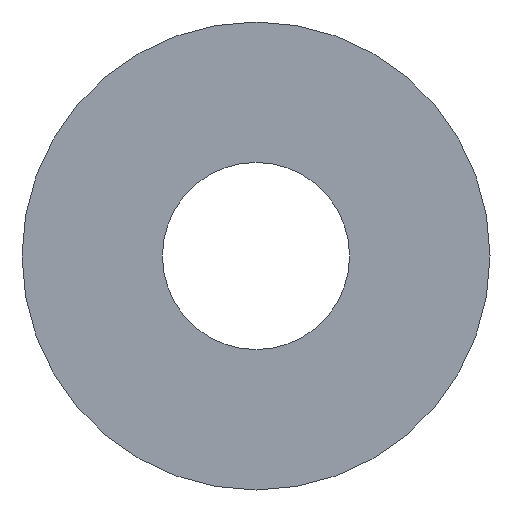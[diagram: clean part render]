
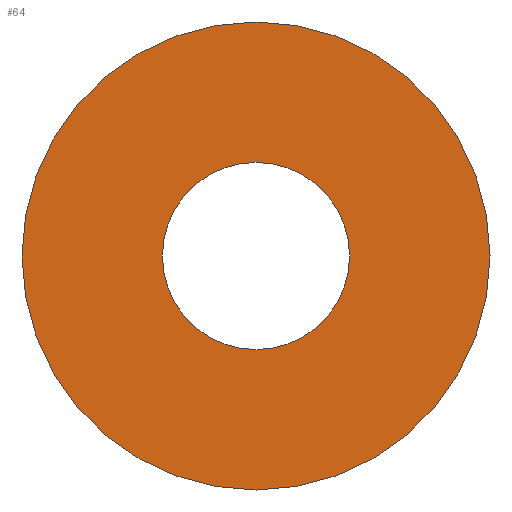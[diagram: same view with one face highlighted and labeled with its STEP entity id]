
A CAD part, front view. The second image highlights one B-rep face of the part: STEP entity #64.
In plain terms, the highlighted planar face has unit normal (0, -1, 0).
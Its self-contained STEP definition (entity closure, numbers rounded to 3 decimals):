
#16=FACE_BOUND('',#28,.T.);
#18=PLANE('',#86);
#22=FACE_OUTER_BOUND('',#27,.T.);
#27=EDGE_LOOP('',(#57));
#28=EDGE_LOOP('',(#58));
#34=CIRCLE('',#81,1.5);
#36=CIRCLE('',#84,3.75);
#38=VERTEX_POINT('',#111);
#40=VERTEX_POINT('',#117);
#43=EDGE_CURVE('',#38,#38,#34,.T.);
#46=EDGE_CURVE('',#40,#40,#36,.T.);
#57=ORIENTED_EDGE('',*,*,#46,.F.);
#58=ORIENTED_EDGE('',*,*,#43,.F.);
#64=ADVANCED_FACE('',(#22,#16),#18,.F.);
#81=AXIS2_PLACEMENT_3D('',#113,#94,#95);
#84=AXIS2_PLACEMENT_3D('',#119,#101,#102);
#86=AXIS2_PLACEMENT_3D('',#121,#105,#106);
#94=DIRECTION('center_axis',(0.,-1.,0.));
#95=DIRECTION('ref_axis',(1.,0.,0.));
#101=DIRECTION('center_axis',(0.,1.,0.));
#102=DIRECTION('ref_axis',(1.,0.,0.));
#105=DIRECTION('center_axis',(0.,1.,0.));
#106=DIRECTION('ref_axis',(1.,0.,0.));
#111=CARTESIAN_POINT('',(-1.5,0.,0.));
#113=CARTESIAN_POINT('Origin',(0.,0.,0.));
#117=CARTESIAN_POINT('',(-3.75,0.,0.));
#119=CARTESIAN_POINT('Origin',(0.,0.,0.));
#121=CARTESIAN_POINT('Origin',(0.,0.,0.));
